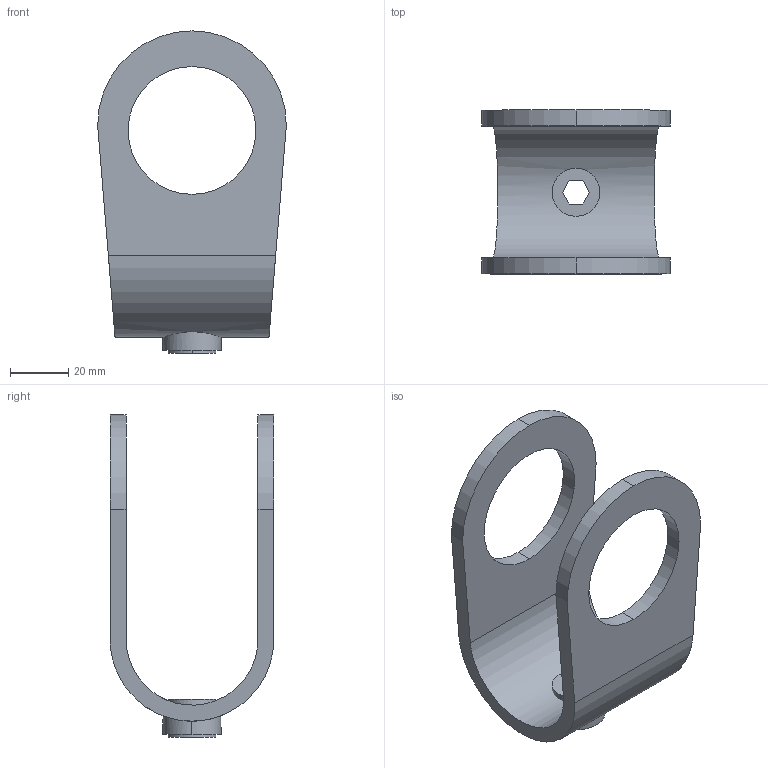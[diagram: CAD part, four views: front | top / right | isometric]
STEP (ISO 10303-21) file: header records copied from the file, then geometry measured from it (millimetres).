
FILE_DESCRIPTION (( 'STEP AP203' ), '1' );
FILE_NAME ('160-C42.step', '2015-09-17T16:24:44', ( '' ), ( '' ), 'SwSTEP 2.0', 'SolidWorks 2015', '' );
FILE_SCHEMA (( 'CONFIG_CONTROL_DESIGN' ));
Length unit declared in the file: millimetre
Products named in the file (3): 160-C42 Teil1_zeichnung; 160-C42 Teil2_zeichnung; 160-C42
Assembly tree (2 placements, depth 2):
  160-C42
    160-C42 Teil1_zeichnung
    160-C42 Teil2_zeichnung
Bounding box: 65 x 56.4 x 111 mm (x, y, z)
Volume: 57620.6 mm3; surface area: 26672.7 mm2
Topology: 2 solids, 2 shells, 31 faces, 78 edges, 52 vertices
Faces by surface type: cylinder 16, plane 15
Entity records: 1435 total; most frequent: CARTESIAN_POINT 364, DIRECTION 166, ORIENTED_EDGE 156, EDGE_CURVE 78, AXIS2_PLACEMENT_3D 60, VERTEX_POINT 52, VECTOR 46, LINE 46
